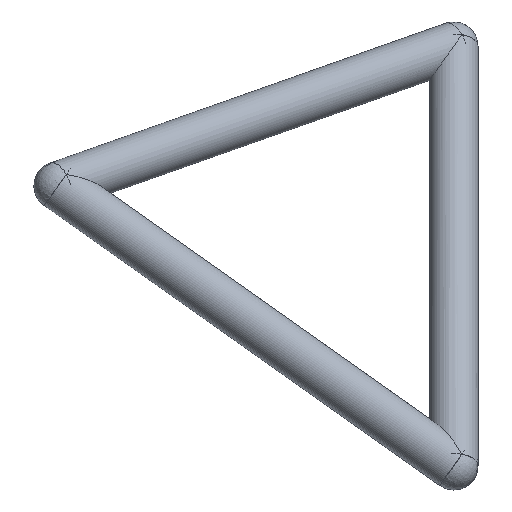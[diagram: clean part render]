
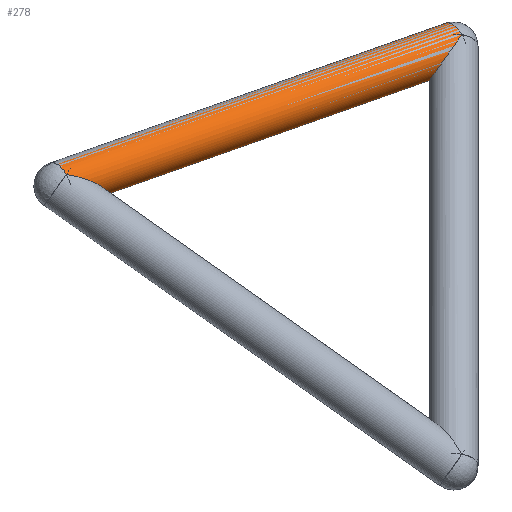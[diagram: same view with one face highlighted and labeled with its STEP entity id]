
A CAD part, left-side view. The second image highlights one B-rep face of the part: STEP entity #278.
In plain terms, the highlighted cylindrical face has radius 5.08 mm (diameter 10.16 mm), a full revolution.
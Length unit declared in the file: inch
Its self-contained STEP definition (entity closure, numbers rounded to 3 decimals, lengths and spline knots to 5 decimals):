
#43=LINE('',#561,#50);
#50=VECTOR('',#461,0.2);
#61=ELLIPSE('',#369,0.4,0.2);
#62=ELLIPSE('',#370,0.4,0.2);
#63=ELLIPSE('',#371,0.4,0.2);
#64=ELLIPSE('',#372,0.4,0.2);
#71=CYLINDRICAL_SURFACE('',#367,0.2);
#83=FACE_OUTER_BOUND('',#97,.T.);
#97=EDGE_LOOP('',(#226,#227,#228,#229,#230,#231,#232,#233));
#110=CIRCLE('',#365,0.2);
#112=CIRCLE('',#368,0.2);
#132=VERTEX_POINT('',#550);
#133=VERTEX_POINT('',#551);
#134=VERTEX_POINT('',#555);
#135=VERTEX_POINT('',#556);
#136=VERTEX_POINT('',#558);
#137=VERTEX_POINT('',#560);
#165=EDGE_CURVE('',#132,#133,#110,.T.);
#167=EDGE_CURVE('',#134,#135,#112,.T.);
#168=EDGE_CURVE('',#136,#134,#61,.T.);
#169=EDGE_CURVE('',#136,#137,#43,.T.);
#170=EDGE_CURVE('',#137,#133,#62,.T.);
#171=EDGE_CURVE('',#132,#137,#63,.T.);
#172=EDGE_CURVE('',#135,#136,#64,.T.);
#226=ORIENTED_EDGE('',*,*,#167,.F.);
#227=ORIENTED_EDGE('',*,*,#168,.F.);
#228=ORIENTED_EDGE('',*,*,#169,.T.);
#229=ORIENTED_EDGE('',*,*,#170,.T.);
#230=ORIENTED_EDGE('',*,*,#165,.F.);
#231=ORIENTED_EDGE('',*,*,#171,.T.);
#232=ORIENTED_EDGE('',*,*,#169,.F.);
#233=ORIENTED_EDGE('',*,*,#172,.F.);
#278=ADVANCED_FACE('',(#83),#71,.T.);
#365=AXIS2_PLACEMENT_3D('',#552,#451,#452);
#367=AXIS2_PLACEMENT_3D('',#554,#455,#456);
#368=AXIS2_PLACEMENT_3D('',#557,#457,#458);
#369=AXIS2_PLACEMENT_3D('',#559,#459,#460);
#370=AXIS2_PLACEMENT_3D('',#562,#462,#463);
#371=AXIS2_PLACEMENT_3D('',#563,#464,#465);
#372=AXIS2_PLACEMENT_3D('',#564,#466,#467);
#451=DIRECTION('center_axis',(0.866,0.,-0.5));
#452=DIRECTION('ref_axis',(0.5,0.,0.866));
#455=DIRECTION('center_axis',(-0.866,0.,0.5));
#456=DIRECTION('ref_axis',(0.5,0.,0.866));
#457=DIRECTION('center_axis',(-0.866,0.,0.5));
#458=DIRECTION('ref_axis',(0.5,0.,0.866));
#459=DIRECTION('center_axis',(-0.866,0.,-0.5));
#460=DIRECTION('ref_axis',(-0.5,0.,0.866));
#461=DIRECTION('',(0.866,0.,-0.5));
#462=DIRECTION('center_axis',(0.,0.,1.));
#463=DIRECTION('ref_axis',(1.,0.,0.));
#464=DIRECTION('center_axis',(0.,0.,1.));
#465=DIRECTION('ref_axis',(1.,0.,0.));
#466=DIRECTION('center_axis',(-0.866,0.,-0.5));
#467=DIRECTION('ref_axis',(-0.5,0.,0.866));
#550=CARTESIAN_POINT('',(3.46296,0.2,-1.99934));
#551=CARTESIAN_POINT('',(3.46296,-0.2,-1.99934));
#552=CARTESIAN_POINT('Origin',(3.46296,0.,-1.99934));
#554=CARTESIAN_POINT('Origin',(1.73205,0.,-1.));
#555=CARTESIAN_POINT('',(0.,-0.2,0.));
#556=CARTESIAN_POINT('',(0.,0.2,0.));
#557=CARTESIAN_POINT('Origin',(0.,0.,0.));
#558=CARTESIAN_POINT('',(0.2,0.,-0.34641));
#559=CARTESIAN_POINT('Origin',(0.,0.,0.));
#560=CARTESIAN_POINT('',(3.06296,0.,-1.99934));
#561=CARTESIAN_POINT('',(1.63205,0.,-1.17321));
#562=CARTESIAN_POINT('Origin',(3.46296,0.,-1.99934));
#563=CARTESIAN_POINT('Origin',(3.46296,0.,-1.99934));
#564=CARTESIAN_POINT('Origin',(0.,0.,0.));
